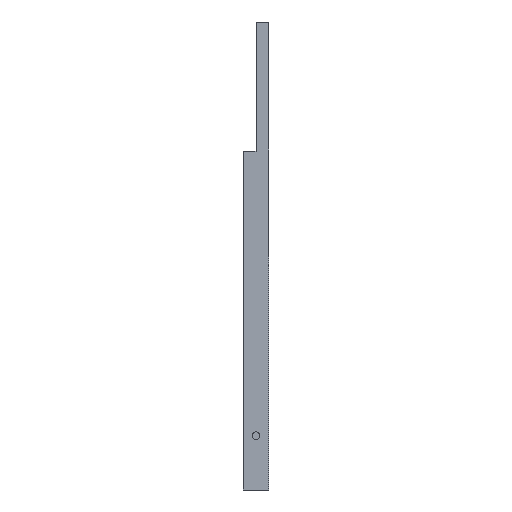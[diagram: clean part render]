
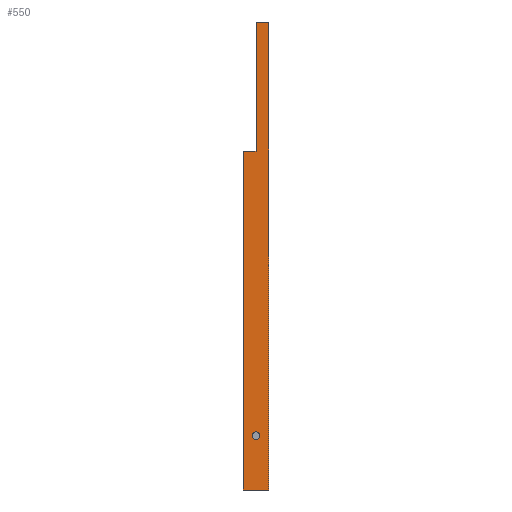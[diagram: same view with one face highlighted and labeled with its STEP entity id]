
A CAD part, left-side view. The second image highlights one B-rep face of the part: STEP entity #550.
In plain terms, the highlighted planar face has unit normal (-1, 0, 0).
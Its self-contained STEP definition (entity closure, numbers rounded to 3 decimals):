
#11 = LINE ( 'NONE', #486, #1043 ) ;
#40 = EDGE_CURVE ( 'NONE', #2694, #2704, #709, .T. ) ;
#43 = EDGE_CURVE ( 'NONE', #2704, #610, #11, .T. ) ;
#127 = DIRECTION ( 'NONE',  ( 0., 0., 1. ) ) ;
#136 = CARTESIAN_POINT ( 'NONE',  ( -105., 10., -125. ) ) ;
#187 = ORIENTED_EDGE ( 'NONE', *, *, #1224, .F. ) ;
#267 = ORIENTED_EDGE ( 'NONE', *, *, #1857, .F. ) ;
#280 = AXIS2_PLACEMENT_3D ( 'NONE', #2580, #1434, #2616 ) ;
#341 = LINE ( 'NONE', #2593, #2222 ) ;
#343 = ORIENTED_EDGE ( 'NONE', *, *, #668, .T. ) ;
#447 = CARTESIAN_POINT ( 'NONE',  ( -105., 10., 6. ) ) ;
#475 = DIRECTION ( 'NONE',  ( 0., 0., 1. ) ) ;
#486 = CARTESIAN_POINT ( 'NONE',  ( -105., 10., 210. ) ) ;
#521 = ORIENTED_EDGE ( 'NONE', *, *, #2359, .F. ) ;
#540 = VERTEX_POINT ( 'NONE', #2851 ) ;
#543 = DIRECTION ( 'NONE',  ( 0., 1., 0. ) ) ;
#550 = ADVANCED_FACE ( 'NONE', ( #1447, #1680 ), #2375, .F. ) ;
#608 = VECTOR ( 'NONE', #667, 1000. ) ;
#610 = VERTEX_POINT ( 'NONE', #447 ) ;
#616 = DIRECTION ( 'NONE',  ( 0., -1., 0. ) ) ;
#667 = DIRECTION ( 'NONE',  ( 0., 0., 1. ) ) ;
#668 = EDGE_CURVE ( 'NONE', #2694, #1589, #2918, .T. ) ;
#670 = VERTEX_POINT ( 'NONE', #881 ) ;
#709 = LINE ( 'NONE', #1211, #2755 ) ;
#758 = ORIENTED_EDGE ( 'NONE', *, *, #40, .F. ) ;
#807 = CARTESIAN_POINT ( 'NONE',  ( -105., 5., -104. ) ) ;
#881 = CARTESIAN_POINT ( 'NONE',  ( -105., 5., -105.5 ) ) ;
#917 = DIRECTION ( 'NONE',  ( 0., 0., 1. ) ) ;
#921 = CIRCLE ( 'NONE', #2584, 1.5 ) ;
#1002 = ORIENTED_EDGE ( 'NONE', *, *, #43, .F. ) ;
#1043 = VECTOR ( 'NONE', #917, 1000. ) ;
#1185 = CARTESIAN_POINT ( 'NONE',  ( -105., 5., 6. ) ) ;
#1211 = CARTESIAN_POINT ( 'NONE',  ( -105., 0., -125. ) ) ;
#1224 = EDGE_CURVE ( 'NONE', #670, #540, #921, .T. ) ;
#1271 = CARTESIAN_POINT ( 'NONE',  ( -105., 5., -104. ) ) ;
#1316 = CARTESIAN_POINT ( 'NONE',  ( -105., 5., 6. ) ) ;
#1334 = DIRECTION ( 'NONE',  ( -1., 0., 0. ) ) ;
#1414 = VECTOR ( 'NONE', #616, 1000. ) ;
#1434 = DIRECTION ( 'NONE',  ( 1., 0., 0. ) ) ;
#1447 = FACE_BOUND ( 'NONE', #2878, .T. ) ;
#1555 = VECTOR ( 'NONE', #475, 1000. ) ;
#1589 = VERTEX_POINT ( 'NONE', #2094 ) ;
#1631 = EDGE_CURVE ( 'NONE', #1589, #2157, #341, .T. ) ;
#1680 = FACE_OUTER_BOUND ( 'NONE', #1958, .T. ) ;
#1708 = DIRECTION ( 'NONE',  ( -1., 0., 0. ) ) ;
#1732 = LINE ( 'NONE', #1316, #1414 ) ;
#1785 = CARTESIAN_POINT ( 'NONE',  ( -105., 5., 56. ) ) ;
#1788 = CARTESIAN_POINT ( 'NONE',  ( -105., 0., 210. ) ) ;
#1857 = EDGE_CURVE ( 'NONE', #610, #2149, #1732, .T. ) ;
#1860 = CARTESIAN_POINT ( 'NONE',  ( -105., 5., 56. ) ) ;
#1872 = EDGE_CURVE ( 'NONE', #540, #670, #2787, .T. ) ;
#1920 = AXIS2_PLACEMENT_3D ( 'NONE', #1271, #1334, #2427 ) ;
#1958 = EDGE_LOOP ( 'NONE', ( #2756, #521, #267, #1002, #758, #343 ) ) ;
#2094 = CARTESIAN_POINT ( 'NONE',  ( -105., 0., 56. ) ) ;
#2127 = ORIENTED_EDGE ( 'NONE', *, *, #1872, .F. ) ;
#2149 = VERTEX_POINT ( 'NONE', #1185 ) ;
#2157 = VERTEX_POINT ( 'NONE', #1860 ) ;
#2222 = VECTOR ( 'NONE', #543, 1000. ) ;
#2248 = LINE ( 'NONE', #1785, #1555 ) ;
#2287 = DIRECTION ( 'NONE',  ( 0., 1., 0. ) ) ;
#2359 = EDGE_CURVE ( 'NONE', #2149, #2157, #2248, .T. ) ;
#2375 = PLANE ( 'NONE',  #280 ) ;
#2377 = CARTESIAN_POINT ( 'NONE',  ( -105., 0., -125. ) ) ;
#2427 = DIRECTION ( 'NONE',  ( 0., 0., 1. ) ) ;
#2580 = CARTESIAN_POINT ( 'NONE',  ( -105., 10., 210. ) ) ;
#2584 = AXIS2_PLACEMENT_3D ( 'NONE', #807, #1708, #127 ) ;
#2593 = CARTESIAN_POINT ( 'NONE',  ( -105., 0., 56. ) ) ;
#2616 = DIRECTION ( 'NONE',  ( 0., 0., -1. ) ) ;
#2694 = VERTEX_POINT ( 'NONE', #2377 ) ;
#2704 = VERTEX_POINT ( 'NONE', #136 ) ;
#2755 = VECTOR ( 'NONE', #2287, 1000. ) ;
#2756 = ORIENTED_EDGE ( 'NONE', *, *, #1631, .T. ) ;
#2787 = CIRCLE ( 'NONE', #1920, 1.5 ) ;
#2851 = CARTESIAN_POINT ( 'NONE',  ( -105., 5., -102.5 ) ) ;
#2878 = EDGE_LOOP ( 'NONE', ( #2127, #187 ) ) ;
#2918 = LINE ( 'NONE', #1788, #608 ) ;
